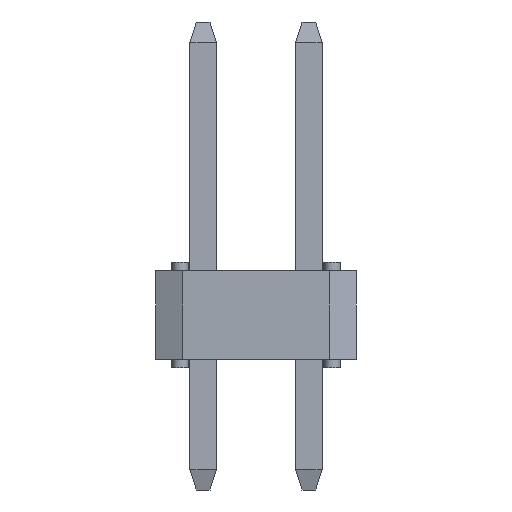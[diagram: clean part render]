
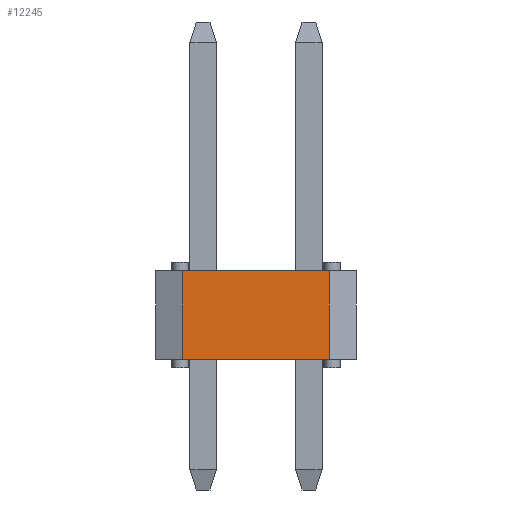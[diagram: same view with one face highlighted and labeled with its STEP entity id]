
A CAD part, left-side view. The second image highlights one B-rep face of the part: STEP entity #12245.
In plain terms, the highlighted planar face has unit normal (-1, 0, 0).
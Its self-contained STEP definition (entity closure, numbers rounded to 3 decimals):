
#282 = PLANE('',#283);
#283 = AXIS2_PLACEMENT_3D('',#284,#285,#286);
#284 = CARTESIAN_POINT('',(0.,0.,2.13));
#285 = DIRECTION('',(0.,0.,-1.));
#286 = DIRECTION('',(0.,-1.,0.));
#3165 = VERTEX_POINT('',#3166);
#3166 = CARTESIAN_POINT('',(-25.4,-1.756,2.13));
#3180 = PLANE('',#3181);
#3181 = AXIS2_PLACEMENT_3D('',#3182,#3183,#3184);
#3182 = CARTESIAN_POINT('',(-25.097,-2.41,0.));
#3183 = DIRECTION('',(-0.907,-0.421,
    0.));
#3184 = DIRECTION('',(-0.421,0.907,0.));
#3192 = EDGE_CURVE('',#3165,#3193,#3195,.T.);
#3193 = VERTEX_POINT('',#3194);
#3194 = CARTESIAN_POINT('',(-25.4,1.756,2.13));
#3195 = SURFACE_CURVE('',#3196,(#3200,#3207),.PCURVE_S1.);
#3196 = LINE('',#3197,#3198);
#3197 = CARTESIAN_POINT('',(-25.4,-1.756,2.13));
#3198 = VECTOR('',#3199,1.);
#3199 = DIRECTION('',(0.,1.,0.));
#3200 = PCURVE('',#282,#3201);
#3201 = DEFINITIONAL_REPRESENTATION('',(#3202),#3206);
#3202 = LINE('',#3203,#3204);
#3203 = CARTESIAN_POINT('',(1.756,25.4));
#3204 = VECTOR('',#3205,1.);
#3205 = DIRECTION('',(-1.,0.));
#3206 = ( GEOMETRIC_REPRESENTATION_CONTEXT(2) 
PARAMETRIC_REPRESENTATION_CONTEXT() REPRESENTATION_CONTEXT('2D SPACE',''
  ) );
#3207 = PCURVE('',#3208,#3213);
#3208 = PLANE('',#3209);
#3209 = AXIS2_PLACEMENT_3D('',#3210,#3211,#3212);
#3210 = CARTESIAN_POINT('',(-25.4,-1.756,0.));
#3211 = DIRECTION('',(-1.,0.,0.));
#3212 = DIRECTION('',(0.,1.,0.));
#3213 = DEFINITIONAL_REPRESENTATION('',(#3214),#3218);
#3214 = LINE('',#3215,#3216);
#3215 = CARTESIAN_POINT('',(0.,-2.13));
#3216 = VECTOR('',#3217,1.);
#3217 = DIRECTION('',(1.,0.));
#3218 = ( GEOMETRIC_REPRESENTATION_CONTEXT(2) 
PARAMETRIC_REPRESENTATION_CONTEXT() REPRESENTATION_CONTEXT('2D SPACE',''
  ) );
#3236 = PLANE('',#3237);
#3237 = AXIS2_PLACEMENT_3D('',#3238,#3239,#3240);
#3238 = CARTESIAN_POINT('',(-25.4,1.756,0.));
#3239 = DIRECTION('',(-0.907,0.421,0.)
  );
#3240 = DIRECTION('',(0.421,0.907,0.));
#9882 = PLANE('',#9883);
#9883 = AXIS2_PLACEMENT_3D('',#9884,#9885,#9886);
#9884 = CARTESIAN_POINT('',(0.,0.,0.));
#9885 = DIRECTION('',(0.,0.,-1.));
#9886 = DIRECTION('',(0.,-1.,0.));
#12151 = EDGE_CURVE('',#12152,#3193,#12154,.T.);
#12152 = VERTEX_POINT('',#12153);
#12153 = CARTESIAN_POINT('',(-25.4,1.756,0.));
#12154 = SURFACE_CURVE('',#12155,(#12159,#12166),.PCURVE_S1.);
#12155 = LINE('',#12156,#12157);
#12156 = CARTESIAN_POINT('',(-25.4,1.756,0.));
#12157 = VECTOR('',#12158,1.);
#12158 = DIRECTION('',(0.,0.,1.));
#12159 = PCURVE('',#3236,#12160);
#12160 = DEFINITIONAL_REPRESENTATION('',(#12161),#12165);
#12161 = LINE('',#12162,#12163);
#12162 = CARTESIAN_POINT('',(0.,0.));
#12163 = VECTOR('',#12164,1.);
#12164 = DIRECTION('',(0.,-1.));
#12165 = ( GEOMETRIC_REPRESENTATION_CONTEXT(2) 
PARAMETRIC_REPRESENTATION_CONTEXT() REPRESENTATION_CONTEXT('2D SPACE',''
  ) );
#12166 = PCURVE('',#3208,#12167);
#12167 = DEFINITIONAL_REPRESENTATION('',(#12168),#12172);
#12168 = LINE('',#12169,#12170);
#12169 = CARTESIAN_POINT('',(3.513,0.));
#12170 = VECTOR('',#12171,1.);
#12171 = DIRECTION('',(0.,-1.));
#12172 = ( GEOMETRIC_REPRESENTATION_CONTEXT(2) 
PARAMETRIC_REPRESENTATION_CONTEXT() REPRESENTATION_CONTEXT('2D SPACE',''
  ) );
#12245 = ADVANCED_FACE('',(#12246),#3208,.T.);
#12246 = FACE_BOUND('',#12247,.T.);
#12247 = EDGE_LOOP('',(#12248,#12271,#12272,#12273));
#12248 = ORIENTED_EDGE('',*,*,#12249,.T.);
#12249 = EDGE_CURVE('',#12250,#3165,#12252,.T.);
#12250 = VERTEX_POINT('',#12251);
#12251 = CARTESIAN_POINT('',(-25.4,-1.756,0.));
#12252 = SURFACE_CURVE('',#12253,(#12257,#12264),.PCURVE_S1.);
#12253 = LINE('',#12254,#12255);
#12254 = CARTESIAN_POINT('',(-25.4,-1.756,0.));
#12255 = VECTOR('',#12256,1.);
#12256 = DIRECTION('',(0.,0.,1.));
#12257 = PCURVE('',#3208,#12258);
#12258 = DEFINITIONAL_REPRESENTATION('',(#12259),#12263);
#12259 = LINE('',#12260,#12261);
#12260 = CARTESIAN_POINT('',(0.,0.));
#12261 = VECTOR('',#12262,1.);
#12262 = DIRECTION('',(0.,-1.));
#12263 = ( GEOMETRIC_REPRESENTATION_CONTEXT(2) 
PARAMETRIC_REPRESENTATION_CONTEXT() REPRESENTATION_CONTEXT('2D SPACE',''
  ) );
#12264 = PCURVE('',#3180,#12265);
#12265 = DEFINITIONAL_REPRESENTATION('',(#12266),#12270);
#12266 = LINE('',#12267,#12268);
#12267 = CARTESIAN_POINT('',(0.72,0.));
#12268 = VECTOR('',#12269,1.);
#12269 = DIRECTION('',(0.,-1.));
#12270 = ( GEOMETRIC_REPRESENTATION_CONTEXT(2) 
PARAMETRIC_REPRESENTATION_CONTEXT() REPRESENTATION_CONTEXT('2D SPACE',''
  ) );
#12271 = ORIENTED_EDGE('',*,*,#3192,.T.);
#12272 = ORIENTED_EDGE('',*,*,#12151,.F.);
#12273 = ORIENTED_EDGE('',*,*,#12274,.F.);
#12274 = EDGE_CURVE('',#12250,#12152,#12275,.T.);
#12275 = SURFACE_CURVE('',#12276,(#12280,#12287),.PCURVE_S1.);
#12276 = LINE('',#12277,#12278);
#12277 = CARTESIAN_POINT('',(-25.4,-1.756,0.));
#12278 = VECTOR('',#12279,1.);
#12279 = DIRECTION('',(0.,1.,0.));
#12280 = PCURVE('',#3208,#12281);
#12281 = DEFINITIONAL_REPRESENTATION('',(#12282),#12286);
#12282 = LINE('',#12283,#12284);
#12283 = CARTESIAN_POINT('',(0.,0.));
#12284 = VECTOR('',#12285,1.);
#12285 = DIRECTION('',(1.,0.));
#12286 = ( GEOMETRIC_REPRESENTATION_CONTEXT(2) 
PARAMETRIC_REPRESENTATION_CONTEXT() REPRESENTATION_CONTEXT('2D SPACE',''
  ) );
#12287 = PCURVE('',#9882,#12288);
#12288 = DEFINITIONAL_REPRESENTATION('',(#12289),#12293);
#12289 = LINE('',#12290,#12291);
#12290 = CARTESIAN_POINT('',(1.756,25.4));
#12291 = VECTOR('',#12292,1.);
#12292 = DIRECTION('',(-1.,0.));
#12293 = ( GEOMETRIC_REPRESENTATION_CONTEXT(2) 
PARAMETRIC_REPRESENTATION_CONTEXT() REPRESENTATION_CONTEXT('2D SPACE',''
  ) );
